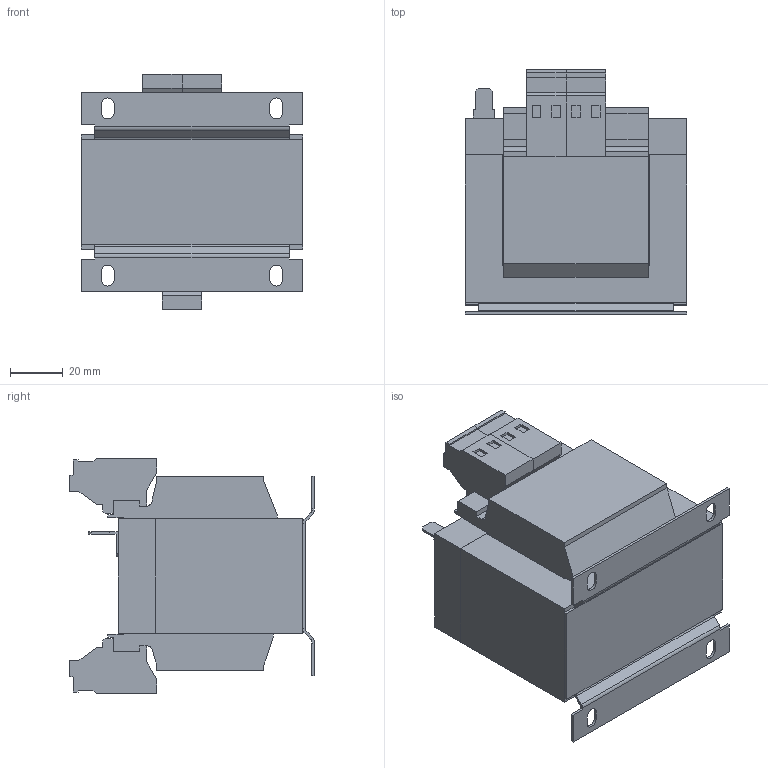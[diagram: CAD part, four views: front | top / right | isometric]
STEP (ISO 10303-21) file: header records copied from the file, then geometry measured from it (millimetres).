
FILE_DESCRIPTION (( 'STEP AP214' ), '1' );
FILE_NAME ('220882.STEP', '2020-06-19T09:38:29', ( '' ), ( '' ), 'SwSTEP 2.0', 'SolidWorks 2018', '' );
FILE_SCHEMA (( 'AUTOMOTIVE_DESIGN' ));
Length unit declared in the file: millimetre
Products named in the file (1): 220882
Bounding box: 84 x 92.9 x 89.4 mm (x, y, z)
Volume: 364623.4 mm3; surface area: 62479.6 mm2
Topology: 1 solids, 1 shells, 255 faces, 667 edges, 430 vertices
Faces by surface type: plane 221, cylinder 34
Entity records: 7727 total; most frequent: CARTESIAN_POINT 1353, ORIENTED_EDGE 1334, DIRECTION 1247, EDGE_CURVE 667, VECTOR 599, LINE 599, VERTEX_POINT 430, AXIS2_PLACEMENT_3D 324
